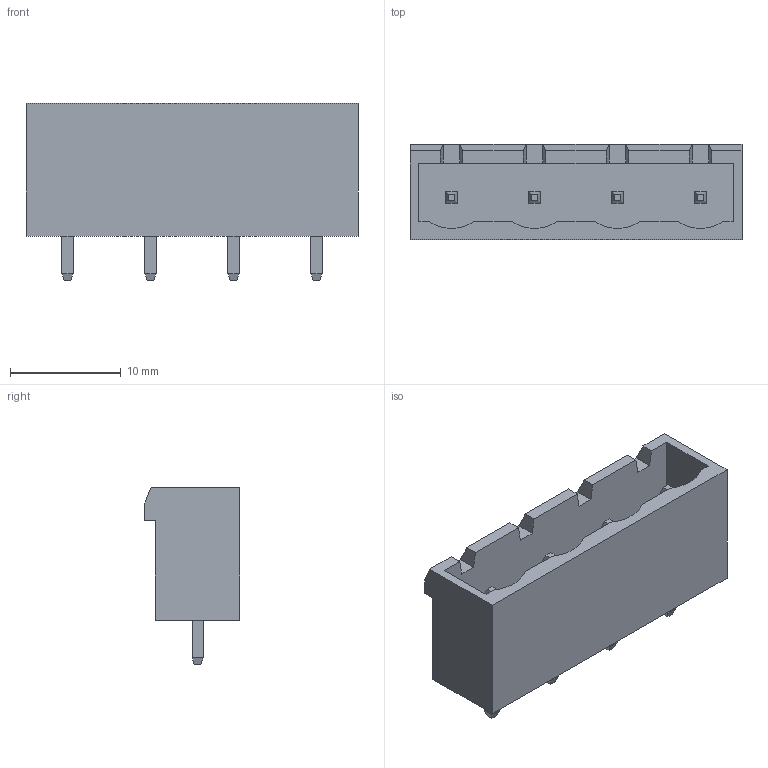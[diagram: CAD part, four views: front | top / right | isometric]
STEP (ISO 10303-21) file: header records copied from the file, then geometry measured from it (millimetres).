
FILE_DESCRIPTION(/* description */ ('model of PhoenixContact_GMSTBVA-G_04x7.50mm_Vertical.'),/* implementation_level */ FILE_NAME(/* name */ 'PhoenixContact_GMSTBVA-G_04x7.50mm_Vertical..stp',/* time_stamp */ '2017-02-24T01:20:42',/* author */ ('Rene Poeschl',''),/* organization */ (''),/* preprocessor_version */ '',/* originating_system */ '',/* authorisation */ '');
FILE_NAME(/* name */ 'PhoenixContact_GMSTBVA-G_04x7.50mm_Vertical..stp',/* time_stamp */ '2017-02-24T01:20:42',/* author */ ('Rene Poeschl',''),/* organization */ (''),/* preprocessor_version */ '',/* originating_system */ '',/* authorisation */ '');
FILE_SCHEMA(('AUTOMOTIVE_DESIGN_CC2 { 1 2 10303 214 -1 1 5 4 }'));
Length unit declared in the file: millimetre
Products named in the file (1): GMSTBVA_01x04_G_7_50mm
Bounding box: 30 x 8.6 x 16 mm (x, y, z)
Volume: 1503.5 mm3; surface area: 2146.4 mm2
Topology: 1 solids, 1 shells, 113 faces, 269 edges, 166 vertices
Faces by surface type: plane 109, cylinder 4
Entity records: 7372 total; most frequent: CARTESIAN_POINT 1167, DIRECTION 963, LINE 711, VECTOR 711, ORIENTED_EDGE 538, PCURVE 538, DEFINITIONAL_REPRESENTATION 538, EDGE_CURVE 269
